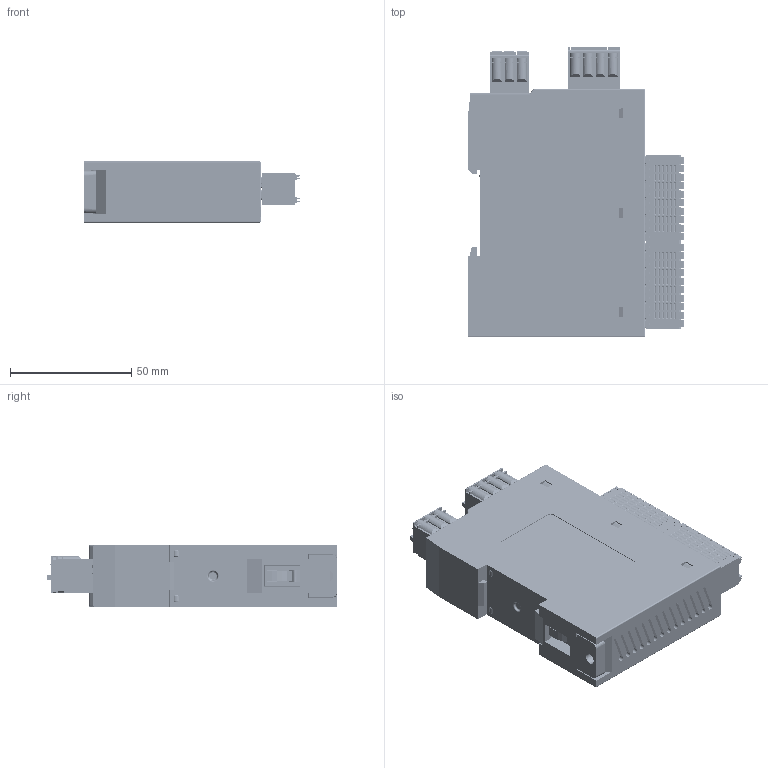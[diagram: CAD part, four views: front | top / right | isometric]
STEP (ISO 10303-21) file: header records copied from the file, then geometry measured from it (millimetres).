
FILE_DESCRIPTION(/* description */ (''),/* implementation_level */ '2;1');
FILE_NAME(/* name */ '',/* time_stamp */ '2024-03-25T17:33:07+08:00',/* author */ (''),/* organization */ (''),/* preprocessor_version */ 'ST-DEVELOPER v14',/* originating_system */ 'SIEMENS PLM Software NX 8.0',/* authorisation */ '');
FILE_SCHEMA (('AUTOMOTIVE_DESIGN { 1 0 10303 214 3 1 1 1 }'));
Products named in the file (1): Admi285896D4voyb
Bounding box: 88.98 x 119.8 x 25.2 mm (x, y, z)
Volume: 24420.4 mm3; surface area: 58727.8 mm2
Topology: 84 solids, 165 shells, 9742 faces, 25316 edges, 16329 vertices
Faces by surface type: plane 6475, cylinder 2274, torus 379, bspline 336, cone 194, sphere 84
Full cylindrical faces by diameter (mm): 2.5 x7, 2.8 x3, 3 x3, 3.05 x40, 3.3 x7, 4 x7, 4.5 x1
Entity records: 311860 total; most frequent: CARTESIAN_POINT 72905, ORIENTED_EDGE 49710, DIRECTION 48123, EDGE_CURVE 24855, LINE 18007, VECTOR 18007, VERTEX_POINT 16220, AXIS2_PLACEMENT_3D 15058
